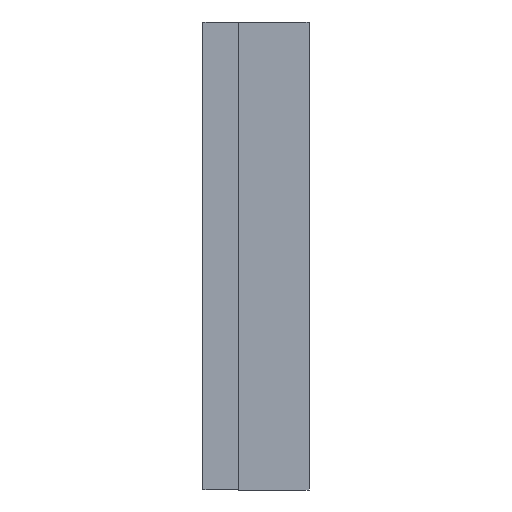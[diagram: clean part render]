
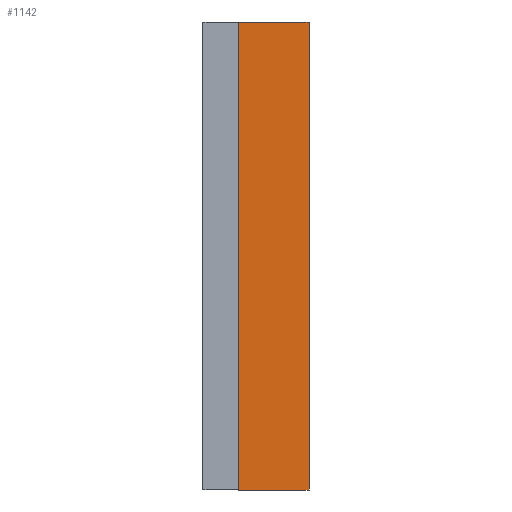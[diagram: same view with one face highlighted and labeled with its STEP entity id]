
A CAD part, left-side view. The second image highlights one B-rep face of the part: STEP entity #1142.
In plain terms, the highlighted planar face has unit normal (-1, 0, 0).
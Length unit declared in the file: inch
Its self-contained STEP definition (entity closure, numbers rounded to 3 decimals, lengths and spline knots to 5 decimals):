
#940 = DIRECTION ( 'NONE',  ( 0., 0., 1. ) ) ;
#1142 = ADVANCED_FACE ( 'NONE', ( #5715 ), #4096, .F. ) ;
#1462 = EDGE_CURVE ( 'NONE', #5404, #12325, #14394, .T. ) ;
#2169 = LINE ( 'NONE', #5028, #5036 ) ;
#2242 = EDGE_CURVE ( 'NONE', #4139, #7298, #5419, .T. ) ;
#2261 = DIRECTION ( 'NONE',  ( 0., -1., 0. ) ) ;
#2954 = DIRECTION ( 'NONE',  ( 0., 0., -1. ) ) ;
#3187 = VECTOR ( 'NONE', #940, 39.37008 ) ;
#3423 = EDGE_CURVE ( 'NONE', #7298, #12325, #2169, .T. ) ;
#3442 = ORIENTED_EDGE ( 'NONE', *, *, #2242, .F. ) ;
#4096 = PLANE ( 'NONE',  #16702 ) ;
#4139 = VERTEX_POINT ( 'NONE', #11098 ) ;
#4354 = CARTESIAN_POINT ( 'NONE',  ( -2.84, 0., 1.655 ) ) ;
#5028 = CARTESIAN_POINT ( 'NONE',  ( -2.84, 0.25, 1.655 ) ) ;
#5036 = VECTOR ( 'NONE', #2261, 39.37008 ) ;
#5349 = EDGE_LOOP ( 'NONE', ( #3442, #10057, #14387, #11523 ) ) ;
#5404 = VERTEX_POINT ( 'NONE', #18165 ) ;
#5419 = LINE ( 'NONE', #18322, #3187 ) ;
#5715 = FACE_OUTER_BOUND ( 'NONE', #5349, .T. ) ;
#6410 = CARTESIAN_POINT ( 'NONE',  ( -2.84, 0.25, -1.655 ) ) ;
#7298 = VERTEX_POINT ( 'NONE', #10719 ) ;
#10022 = DIRECTION ( 'NONE',  ( 1., 0., 0. ) ) ;
#10057 = ORIENTED_EDGE ( 'NONE', *, *, #15253, .T. ) ;
#10719 = CARTESIAN_POINT ( 'NONE',  ( -2.84, 0.5, 1.655 ) ) ;
#11098 = CARTESIAN_POINT ( 'NONE',  ( -2.84, 0.5, -1.655 ) ) ;
#11523 = ORIENTED_EDGE ( 'NONE', *, *, #3423, .F. ) ;
#11879 = VECTOR ( 'NONE', #12863, 39.37008 ) ;
#12157 = CARTESIAN_POINT ( 'NONE',  ( -2.84, 0., 1.655 ) ) ;
#12325 = VERTEX_POINT ( 'NONE', #12157 ) ;
#12626 = LINE ( 'NONE', #6410, #14508 ) ;
#12863 = DIRECTION ( 'NONE',  ( 0., 0., 1. ) ) ;
#13870 = DIRECTION ( 'NONE',  ( 0., -1., 0. ) ) ;
#14387 = ORIENTED_EDGE ( 'NONE', *, *, #1462, .T. ) ;
#14394 = LINE ( 'NONE', #4354, #11879 ) ;
#14505 = CARTESIAN_POINT ( 'NONE',  ( -2.84, 0.25, 1.655 ) ) ;
#14508 = VECTOR ( 'NONE', #13870, 39.37008 ) ;
#15253 = EDGE_CURVE ( 'NONE', #4139, #5404, #12626, .T. ) ;
#16702 = AXIS2_PLACEMENT_3D ( 'NONE', #14505, #10022, #2954 ) ;
#18165 = CARTESIAN_POINT ( 'NONE',  ( -2.84, 0., -1.655 ) ) ;
#18322 = CARTESIAN_POINT ( 'NONE',  ( -2.84, 0.5, -1.655 ) ) ;
